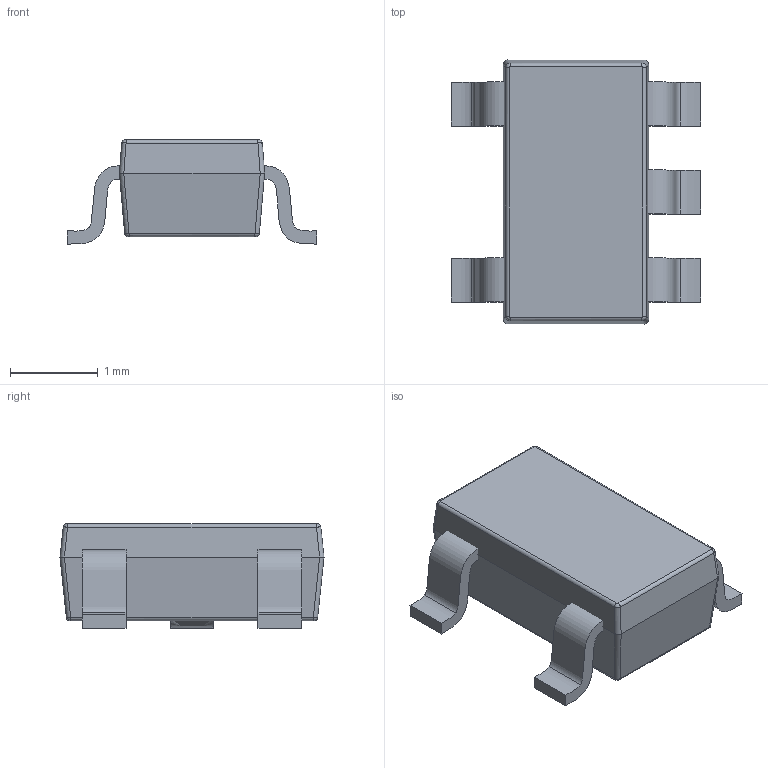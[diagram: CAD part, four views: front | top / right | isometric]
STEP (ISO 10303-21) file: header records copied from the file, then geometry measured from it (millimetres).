
FILE_DESCRIPTION(/* description */ (''),/* implementation_level */ '2;1');
FILE_NAME(/* name */ 'SOT23-5',/* time_stamp */ '2015-10-20T20:40:23+02:00',/* author */ (''),/* organization */ (''),/* preprocessor_version */ 'ST-DEVELOPER v14',/* originating_system */ '',/* authorisation */ '');
FILE_SCHEMA (('AUTOMOTIVE_DESIGN'));
Length unit declared in the file: millimetre
Products named in the file (1): Document
Bounding box: 2.84 x 3 x 1.18 mm (x, y, z)
Volume: 5.6 mm3; surface area: 27.1 mm2
Topology: 6 solids, 6 shells, 69 faces, 147 edges, 90 vertices
Faces by surface type: bspline 49, plane 20
Entity records: 3492 total; most frequent: CARTESIAN_POINT 2494, ORIENTED_EDGE 294, EDGE_CURVE 147, VERTEX_POINT 90, B_SPLINE_CURVE_WITH_KNOTS 86, ADVANCED_FACE 69, FACE_OUTER_BOUND 69, EDGE_LOOP 69
